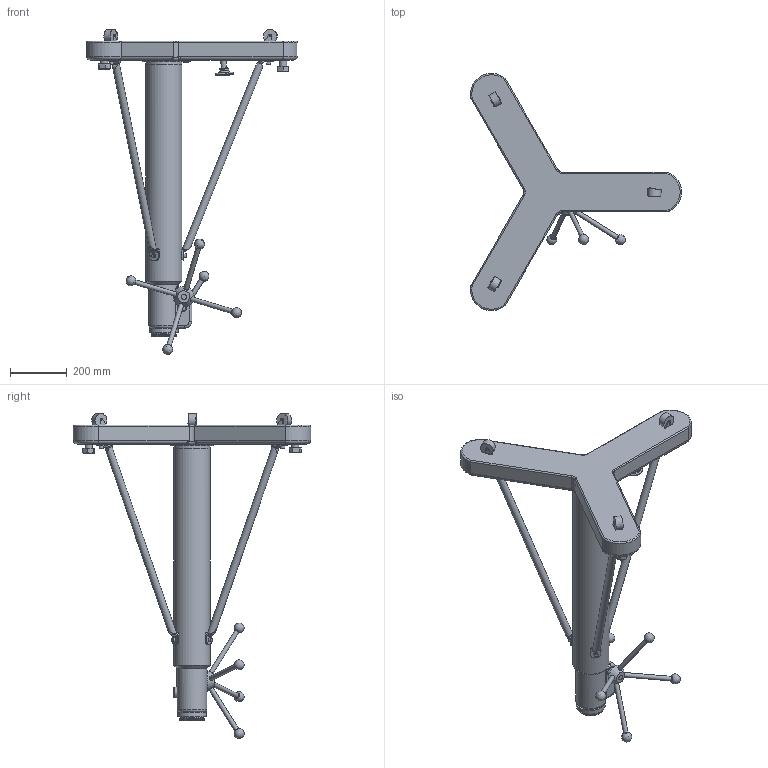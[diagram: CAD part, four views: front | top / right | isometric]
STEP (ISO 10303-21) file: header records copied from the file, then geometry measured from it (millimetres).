
FILE_DESCRIPTION (( 'STEP AP203' ), '1' );
FILE_NAME ('230-0.STEP', '2012-11-20T13:11:06', ( 'Eric' ), ( '' ), 'SwSTEP 2.0', 'SolidWorks 2012', '' );
FILE_SCHEMA (( 'CONFIG_CONTROL_DESIGN' ));
Length unit declared in the file: inch
Products named in the file (1): 230-0
Bounding box: 741.42 x 833.48 x 1141.88 mm (x, y, z)
Volume: 25821898.2 mm3; surface area: 1240496.6 mm2
Topology: 1 solids, 1 shells, 847 faces, 1913 edges, 1122 vertices
Faces by surface type: plane 577, cylinder 154, cone 51, torus 42, bspline 16, sphere 7
Full cylindrical faces by diameter (mm): 3.175 x6, 9.525 x3, 11.112 x1, 13.492 x1, 14.287 x5, 14.288 x1, 15.748 x1, 15.875 x4, 16.002 x1, 19.05 x2, 21.336 x1, 25.4 x6, 31.75 x2, 38.1 x1, 44.45 x1, 74.295 x1, 83.401 x1, 101.092 x1, 104.775 x1, 127 x2
Entity records: 25752 total; most frequent: CARTESIAN_POINT 8134, ORIENTED_EDGE 3552, DIRECTION 3440, EDGE_CURVE 1776, AXIS2_PLACEMENT_3D 1186, VERTEX_POINT 1071, VECTOR 1068, LINE 1068
